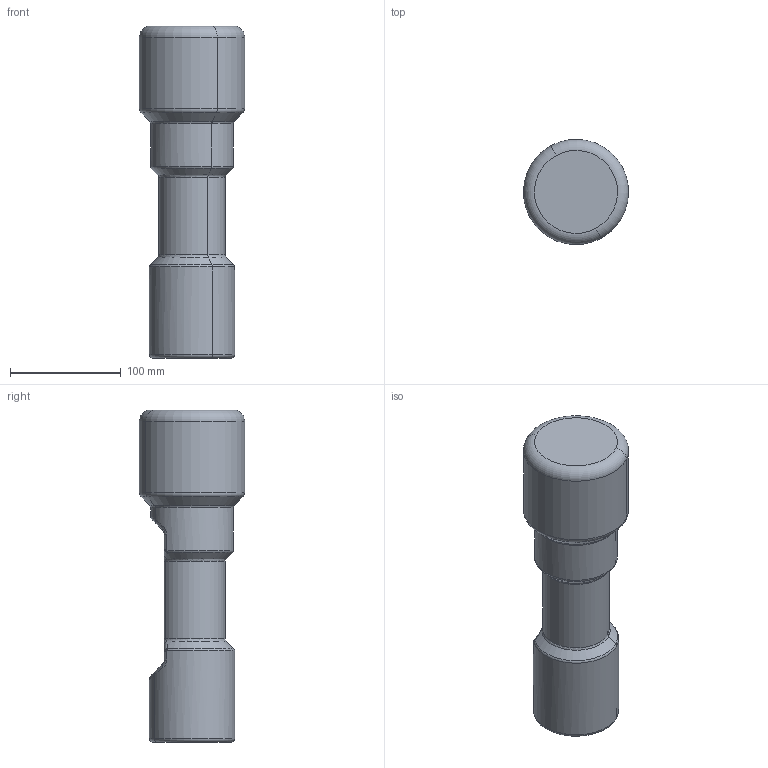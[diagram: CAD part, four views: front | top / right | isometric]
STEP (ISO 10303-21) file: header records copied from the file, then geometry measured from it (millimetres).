
FILE_DESCRIPTION(('CATIA V5 STEP Exchange'),'2;1');
FILE_NAME('STEP_112003_-_TST.stp','2020-01-10T12:51:03+00:00',('none'),('none'),'CATIA Version 5-6 Release 2016 SP4','CATIA V5 STEP AP203','none');
FILE_SCHEMA(('CONFIG_CONTROL_DESIGN'));
Length unit declared in the file: millimetre
Products named in the file (1): 112003 - TST
Bounding box: 94.97 x 94.97 x 300 mm (x, y, z)
Volume: 1395902.4 mm3; surface area: 84486.1 mm2
Topology: 1 solids, 1 shells, 67 faces, 149 edges, 80 vertices
Faces by surface type: bspline 24, torus 16, cylinder 16, cone 6, plane 5
Entity records: 3039 total; most frequent: CARTESIAN_POINT 1844, ORIENTED_EDGE 290, EDGE_CURVE 145, DIRECTION 131, VERTEX_POINT 80, AXIS2_PLACEMENT_3D 77, B_SPLINE_CURVE_WITH_KNOTS 70, ADVANCED_FACE 67
